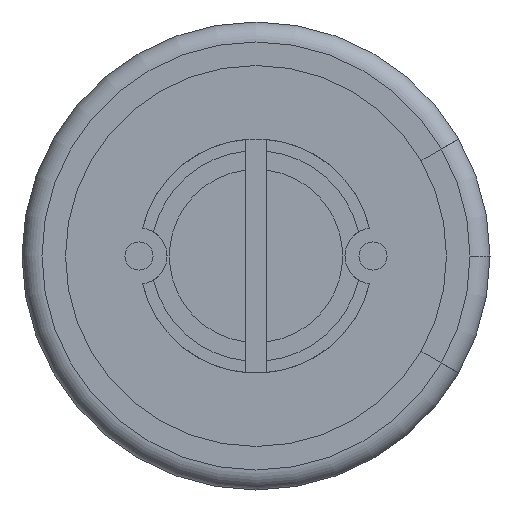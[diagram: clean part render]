
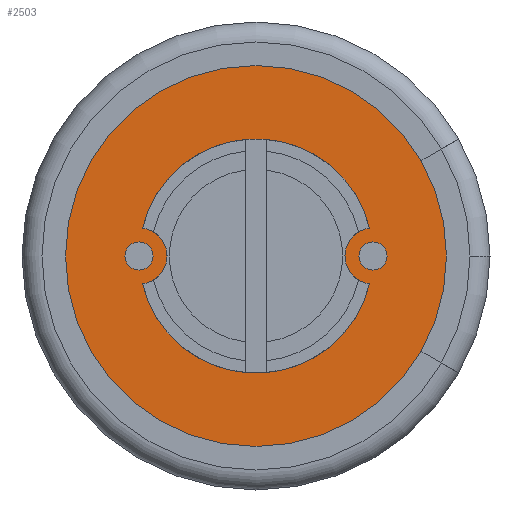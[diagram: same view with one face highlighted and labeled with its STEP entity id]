
A CAD part, front view. The second image highlights one B-rep face of the part: STEP entity #2503.
In plain terms, the highlighted planar face has unit normal (0, -1, 0).
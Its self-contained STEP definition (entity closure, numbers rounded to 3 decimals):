
#18 = AXIS2_PLACEMENT_3D ( 'NONE', #610, #358, #2617 ) ;
#120 = DIRECTION ( 'NONE',  ( 0., -1., 0. ) ) ;
#123 = AXIS2_PLACEMENT_3D ( 'NONE', #1232, #120, #311 ) ;
#170 = CIRCLE ( 'NONE', #2004, 4.07 ) ;
#176 = CARTESIAN_POINT ( 'NONE',  ( 0., 0.95, 0. ) ) ;
#199 = CARTESIAN_POINT ( 'NONE',  ( 3.525, 0.95, 2.035 ) ) ;
#233 = ORIENTED_EDGE ( 'NONE', *, *, #1584, .T. ) ;
#307 = VERTEX_POINT ( 'NONE', #1423 ) ;
#311 = DIRECTION ( 'NONE',  ( -1., 0., 0. ) ) ;
#358 = DIRECTION ( 'NONE',  ( 0., -1., 0. ) ) ;
#367 = DIRECTION ( 'NONE',  ( 0., -1., 0. ) ) ;
#397 = AXIS2_PLACEMENT_3D ( 'NONE', #442, #2210, #883 ) ;
#411 = VERTEX_POINT ( 'NONE', #2793 ) ;
#422 = DIRECTION ( 'NONE',  ( -1., 0., 0. ) ) ;
#442 = CARTESIAN_POINT ( 'NONE',  ( 0., 0.95, 0. ) ) ;
#452 = EDGE_CURVE ( 'NONE', #307, #2475, #1901, .T. ) ;
#461 = AXIS2_PLACEMENT_3D ( 'NONE', #176, #2873, #615 ) ;
#610 = CARTESIAN_POINT ( 'NONE',  ( 0., 0.95, 0. ) ) ;
#615 = DIRECTION ( 'NONE',  ( -1., 0., 0. ) ) ;
#672 = AXIS2_PLACEMENT_3D ( 'NONE', #2870, #2198, #422 ) ;
#684 = DIRECTION ( 'NONE',  ( 0., 1., 0. ) ) ;
#695 = VERTEX_POINT ( 'NONE', #1417 ) ;
#810 = EDGE_CURVE ( 'NONE', #695, #2545, #1667, .T. ) ;
#841 = ORIENTED_EDGE ( 'NONE', *, *, #858, .T. ) ;
#857 = AXIS2_PLACEMENT_3D ( 'NONE', #1483, #367, #1916 ) ;
#858 = EDGE_CURVE ( 'NONE', #411, #1336, #2822, .T. ) ;
#883 = DIRECTION ( 'NONE',  ( 1., 0., 0. ) ) ;
#925 = CARTESIAN_POINT ( 'NONE',  ( 0., 0.95, 0. ) ) ;
#954 = CIRCLE ( 'NONE', #123, 2.5 ) ;
#987 = EDGE_LOOP ( 'NONE', ( #1193, #1393, #2398, #841, #1597 ) ) ;
#1095 = PLANE ( 'NONE',  #1325 ) ;
#1141 = CARTESIAN_POINT ( 'NONE',  ( 3.525, 0.95, -2.035 ) ) ;
#1193 = ORIENTED_EDGE ( 'NONE', *, *, #2006, .F. ) ;
#1212 = EDGE_CURVE ( 'NONE', #411, #307, #954, .T. ) ;
#1232 = CARTESIAN_POINT ( 'NONE',  ( 0., 0.95, 0. ) ) ;
#1302 = FACE_OUTER_BOUND ( 'NONE', #1389, .T. ) ;
#1325 = AXIS2_PLACEMENT_3D ( 'NONE', #1563, #684, #2659 ) ;
#1336 = VERTEX_POINT ( 'NONE', #1380 ) ;
#1380 = CARTESIAN_POINT ( 'NONE',  ( 2.428, 0.95, -0.596 ) ) ;
#1389 = EDGE_LOOP ( 'NONE', ( #233, #1610, #2005 ) ) ;
#1393 = ORIENTED_EDGE ( 'NONE', *, *, #452, .F. ) ;
#1417 = CARTESIAN_POINT ( 'NONE',  ( 4.07, 0.95, 0. ) ) ;
#1423 = CARTESIAN_POINT ( 'NONE',  ( 0., 0.95, 2.5 ) ) ;
#1445 = CARTESIAN_POINT ( 'NONE',  ( -2.428, 0.95, 0.596 ) ) ;
#1483 = CARTESIAN_POINT ( 'NONE',  ( 2.5, 0.95, 0. ) ) ;
#1507 = FACE_BOUND ( 'NONE', #987, .T. ) ;
#1538 = CIRCLE ( 'NONE', #672, 2.5 ) ;
#1563 = CARTESIAN_POINT ( 'NONE',  ( 0., 0.95, 0. ) ) ;
#1584 = EDGE_CURVE ( 'NONE', #2545, #2127, #1812, .T. ) ;
#1597 = ORIENTED_EDGE ( 'NONE', *, *, #2750, .F. ) ;
#1610 = ORIENTED_EDGE ( 'NONE', *, *, #2595, .T. ) ;
#1625 = AXIS2_PLACEMENT_3D ( 'NONE', #2422, #1781, #1980 ) ;
#1667 = CIRCLE ( 'NONE', #18, 4.07 ) ;
#1781 = DIRECTION ( 'NONE',  ( 0., 1., 0. ) ) ;
#1812 = CIRCLE ( 'NONE', #397, 4.07 ) ;
#1901 = CIRCLE ( 'NONE', #461, 2.5 ) ;
#1916 = DIRECTION ( 'NONE',  ( -1., 0., 0. ) ) ;
#1980 = DIRECTION ( 'NONE',  ( -1., 0., 0. ) ) ;
#2004 = AXIS2_PLACEMENT_3D ( 'NONE', #925, #2056, #2488 ) ;
#2005 = ORIENTED_EDGE ( 'NONE', *, *, #810, .T. ) ;
#2006 = EDGE_CURVE ( 'NONE', #2475, #2539, #2559, .T. ) ;
#2056 = DIRECTION ( 'NONE',  ( 0., -1., 0. ) ) ;
#2127 = VERTEX_POINT ( 'NONE', #1141 ) ;
#2198 = DIRECTION ( 'NONE',  ( 0., -1., 0. ) ) ;
#2210 = DIRECTION ( 'NONE',  ( 0., -1., 0. ) ) ;
#2398 = ORIENTED_EDGE ( 'NONE', *, *, #1212, .F. ) ;
#2422 = CARTESIAN_POINT ( 'NONE',  ( -2.5, 0.95, 0. ) ) ;
#2475 = VERTEX_POINT ( 'NONE', #1445 ) ;
#2488 = DIRECTION ( 'NONE',  ( 1., 0., 0. ) ) ;
#2503 = ADVANCED_FACE ( 'NONE', ( #1507, #1302 ), #1095, .F. ) ;
#2539 = VERTEX_POINT ( 'NONE', #2884 ) ;
#2545 = VERTEX_POINT ( 'NONE', #199 ) ;
#2559 = CIRCLE ( 'NONE', #1625, 0.6 ) ;
#2595 = EDGE_CURVE ( 'NONE', #2127, #695, #170, .T. ) ;
#2617 = DIRECTION ( 'NONE',  ( 1., 0., 0. ) ) ;
#2659 = DIRECTION ( 'NONE',  ( -1., 0., 0. ) ) ;
#2750 = EDGE_CURVE ( 'NONE', #2539, #1336, #1538, .T. ) ;
#2793 = CARTESIAN_POINT ( 'NONE',  ( 2.428, 0.95, 0.596 ) ) ;
#2822 = CIRCLE ( 'NONE', #857, 0.6 ) ;
#2870 = CARTESIAN_POINT ( 'NONE',  ( 0., 0.95, 0. ) ) ;
#2873 = DIRECTION ( 'NONE',  ( 0., -1., 0. ) ) ;
#2884 = CARTESIAN_POINT ( 'NONE',  ( -2.428, 0.95, -0.596 ) ) ;
